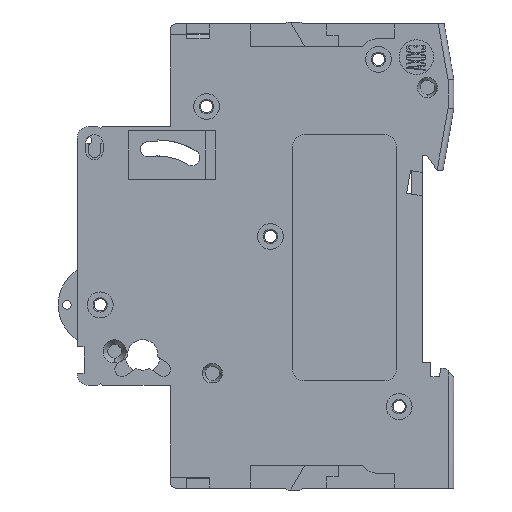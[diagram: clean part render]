
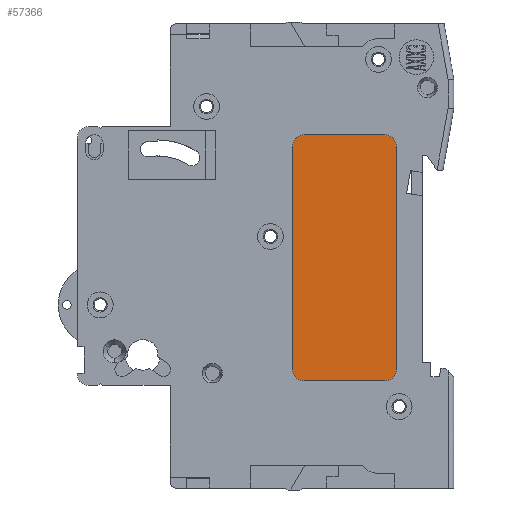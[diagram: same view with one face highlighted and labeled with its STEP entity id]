
A CAD part, front view. The second image highlights one B-rep face of the part: STEP entity #57366.
In plain terms, the highlighted planar face has unit normal (0, -1, 0).
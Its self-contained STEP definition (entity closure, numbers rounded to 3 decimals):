
#21232=CARTESIAN_POINT('',(25.5,0.08,-27.3));
#21233=DIRECTION('',(0.,-1.,0.));
#21234=DIRECTION('',(-1.,0.,0.));
#21235=AXIS2_PLACEMENT_3D('',#21232,#21233,#21234);
#21237=DIRECTION('',(0.,0.,-1.));
#21238=VECTOR('',#21237,38.8);
#21239=CARTESIAN_POINT('',(23.5,0.08,11.5));
#21240=LINE('',#21239,#21238);
#21241=CARTESIAN_POINT('',(25.5,0.08,11.5));
#21242=DIRECTION('',(0.,-1.,0.));
#21243=DIRECTION('',(0.,0.,1.));
#21244=AXIS2_PLACEMENT_3D('',#21241,#21242,#21243);
#21246=DIRECTION('',(-1.,0.,0.));
#21247=VECTOR('',#21246,14.);
#21248=CARTESIAN_POINT('',(39.5,0.08,13.5));
#21249=LINE('',#21248,#21247);
#21250=CARTESIAN_POINT('',(39.5,0.08,11.5));
#21251=DIRECTION('',(0.,-1.,0.));
#21252=DIRECTION('',(1.,0.,0.));
#21253=AXIS2_PLACEMENT_3D('',#21250,#21251,#21252);
#21255=DIRECTION('',(0.,0.,1.));
#21256=VECTOR('',#21255,38.8);
#21257=CARTESIAN_POINT('',(41.5,0.08,-27.3));
#21258=LINE('',#21257,#21256);
#21259=CARTESIAN_POINT('',(39.5,0.08,-27.3));
#21260=DIRECTION('',(0.,-1.,0.));
#21261=DIRECTION('',(0.,0.,-1.));
#21262=AXIS2_PLACEMENT_3D('',#21259,#21260,#21261);
#21264=DIRECTION('',(1.,0.,0.));
#21265=VECTOR('',#21264,14.);
#21266=CARTESIAN_POINT('',(25.5,0.08,-29.3));
#21267=LINE('',#21266,#21265);
#24465=CARTESIAN_POINT('',(23.5,0.08,-27.3));
#24466=CARTESIAN_POINT('',(25.5,0.08,-29.3));
#24467=VERTEX_POINT('',#24465);
#24468=VERTEX_POINT('',#24466);
#24469=CARTESIAN_POINT('',(39.5,0.08,-29.3));
#24470=VERTEX_POINT('',#24469);
#24471=CARTESIAN_POINT('',(41.5,0.08,-27.3));
#24472=VERTEX_POINT('',#24471);
#24473=CARTESIAN_POINT('',(41.5,0.08,11.5));
#24474=VERTEX_POINT('',#24473);
#24475=CARTESIAN_POINT('',(39.5,0.08,13.5));
#24476=VERTEX_POINT('',#24475);
#24477=CARTESIAN_POINT('',(25.5,0.08,13.5));
#24478=VERTEX_POINT('',#24477);
#24479=CARTESIAN_POINT('',(23.5,0.08,11.5));
#24480=VERTEX_POINT('',#24479);
#57351=CARTESIAN_POINT('',(0.,0.08,0.));
#57352=DIRECTION('',(0.,-1.,0.));
#57353=DIRECTION('',(0.,0.,1.));
#57354=AXIS2_PLACEMENT_3D('',#57351,#57352,#57353);
#57355=PLANE('',#57354);
#57356=ORIENTED_EDGE('',*,*,#57247,.F.);
#57357=ORIENTED_EDGE('',*,*,#57262,.F.);
#57358=ORIENTED_EDGE('',*,*,#57276,.F.);
#57359=ORIENTED_EDGE('',*,*,#57290,.F.);
#57360=ORIENTED_EDGE('',*,*,#57304,.F.);
#57361=ORIENTED_EDGE('',*,*,#57318,.F.);
#57362=ORIENTED_EDGE('',*,*,#57332,.F.);
#57363=ORIENTED_EDGE('',*,*,#57345,.F.);
#57364=EDGE_LOOP('',(#57356,#57357,#57358,#57359,#57360,#57361,#57362,#57363));
#57365=FACE_OUTER_BOUND('',#57364,.F.);
#21236=CIRCLE('',#21235,2.);
#21245=CIRCLE('',#21244,2.);
#21254=CIRCLE('',#21253,2.);
#21263=CIRCLE('',#21262,2.);
#57247=EDGE_CURVE('',#24467,#24468,#21236,.T.);
#57262=EDGE_CURVE('',#24480,#24467,#21240,.T.);
#57276=EDGE_CURVE('',#24478,#24480,#21245,.T.);
#57290=EDGE_CURVE('',#24476,#24478,#21249,.T.);
#57304=EDGE_CURVE('',#24474,#24476,#21254,.T.);
#57318=EDGE_CURVE('',#24472,#24474,#21258,.T.);
#57332=EDGE_CURVE('',#24470,#24472,#21263,.T.);
#57345=EDGE_CURVE('',#24468,#24470,#21267,.T.);
#57366=ADVANCED_FACE('',(#57365),#57355,.T.);
